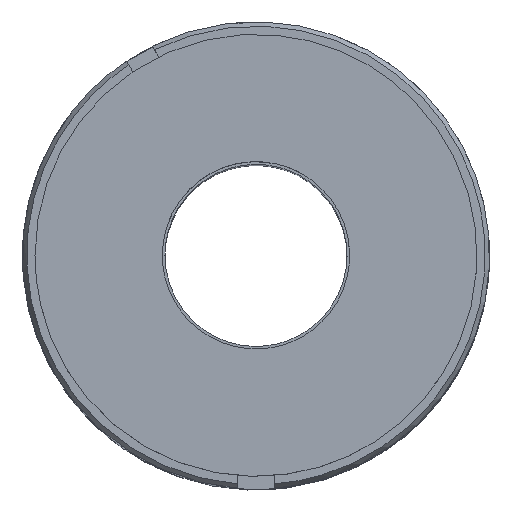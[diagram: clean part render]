
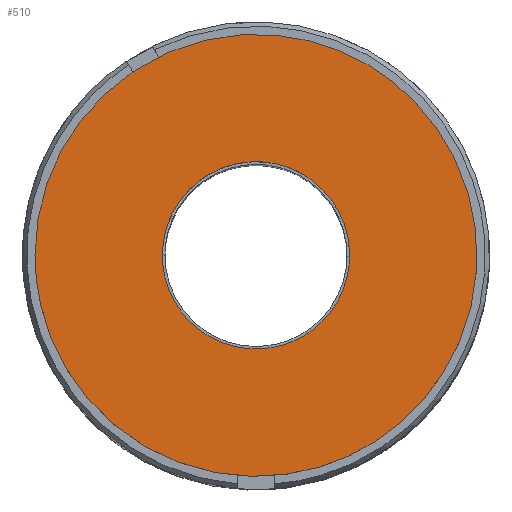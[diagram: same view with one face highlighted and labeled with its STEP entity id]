
A CAD part, top view. The second image highlights one B-rep face of the part: STEP entity #510.
In plain terms, the highlighted free-form (B-spline) face has degree [1, 1] with [2, 2] control points.
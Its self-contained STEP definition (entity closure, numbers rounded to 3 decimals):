
#479 = VERTEX_POINT('',#480);
#480 = CARTESIAN_POINT('',(-14.944,0.,61.569));
#485 = EDGE_CURVE('',#479,#479,#486,.T.);
#486 = ( BOUNDED_CURVE() B_SPLINE_CURVE(2,(#487,#488,#489,#490,#491,#492
,#493),.UNSPECIFIED.,.T.,.F.) B_SPLINE_CURVE_WITH_KNOTS((1,2,2,2,2,1),(
    -2.094,0.,2.094,4.189,6.283,
8.378),.UNSPECIFIED.) CURVE() GEOMETRIC_REPRESENTATION_ITEM() 
RATIONAL_B_SPLINE_CURVE((1.,0.5,1.,0.5,1.,0.5,1.)) REPRESENTATION_ITEM(
  '') );
#487 = CARTESIAN_POINT('',(-14.944,0.,61.569));
#488 = CARTESIAN_POINT('',(-14.944,25.884,
    61.569));
#489 = CARTESIAN_POINT('',(7.472,12.942,61.569
    ));
#490 = CARTESIAN_POINT('',(29.888,0.,
    61.569));
#491 = CARTESIAN_POINT('',(7.472,-12.942,61.569
    ));
#492 = CARTESIAN_POINT('',(-14.944,-25.884,
    61.569));
#493 = CARTESIAN_POINT('',(-14.944,0.,61.569));
#510 = ADVANCED_FACE('',(#511,#514),#528,.T.);
#511 = FACE_BOUND('',#512,.T.);
#512 = EDGE_LOOP('',(#513));
#513 = ORIENTED_EDGE('',*,*,#485,.T.);
#514 = FACE_BOUND('',#515,.T.);
#515 = EDGE_LOOP('',(#516));
#516 = ORIENTED_EDGE('',*,*,#517,.F.);
#517 = EDGE_CURVE('',#518,#518,#520,.T.);
#518 = VERTEX_POINT('',#519);
#519 = CARTESIAN_POINT('',(-35.268,0.,61.569));
#520 = ( BOUNDED_CURVE() B_SPLINE_CURVE(2,(#521,#522,#523,#524,#525,#526
,#527),.UNSPECIFIED.,.T.,.F.) B_SPLINE_CURVE_WITH_KNOTS((1,2,2,2,2,1),(
    -2.094,0.,2.094,4.189,6.283,
8.378),.UNSPECIFIED.) CURVE() GEOMETRIC_REPRESENTATION_ITEM() 
RATIONAL_B_SPLINE_CURVE((1.,0.5,1.,0.5,1.,0.5,1.)) REPRESENTATION_ITEM(
  '') );
#521 = CARTESIAN_POINT('',(-35.268,0.,61.569));
#522 = CARTESIAN_POINT('',(-35.268,61.085,
    61.569));
#523 = CARTESIAN_POINT('',(17.634,30.543,
    61.569));
#524 = CARTESIAN_POINT('',(70.535,0.,
    61.569));
#525 = CARTESIAN_POINT('',(17.634,-30.543,
    61.569));
#526 = CARTESIAN_POINT('',(-35.268,-61.085,
    61.569));
#527 = CARTESIAN_POINT('',(-35.268,0.,61.569));
#528 = B_SPLINE_SURFACE_WITH_KNOTS('',1,1,(
    (#529,#530)
    ,(#531,#532
    )),.UNSPECIFIED.,.F.,.F.,.F.,(2,2),(2,2),(-8.5,50.5),(-29.5,29.5),
  .PIECEWISE_BEZIER_KNOTS.);
#529 = CARTESIAN_POINT('',(-35.268,-35.268,
    61.569));
#530 = CARTESIAN_POINT('',(-35.268,35.268,
    61.569));
#531 = CARTESIAN_POINT('',(35.268,-35.268,
    61.569));
#532 = CARTESIAN_POINT('',(35.268,35.268,
    61.569));
